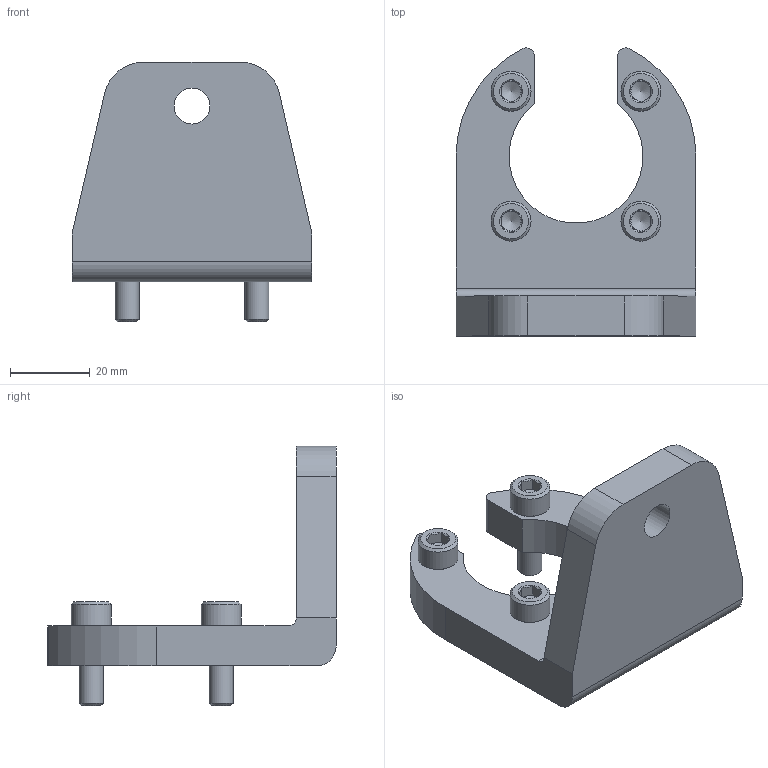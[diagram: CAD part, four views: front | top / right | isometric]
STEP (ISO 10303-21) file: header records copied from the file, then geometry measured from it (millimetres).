
FILE_DESCRIPTION(/* description */ ('STEP AP214'),/* implementation_level */ '2;1');
FILE_NAME(/* name */ '549603_HNH-50_63_80',/* time_stamp */ '2024-08-29T10:47:15+02:00',/* author */ ('License CC BY-ND 4.0'),/* organization */ ('CADENAS'),/* preprocessor_version */ 'ST-DEVELOPER v19.3',/* originating_system */ 'PARTsolutions',/* authorisation */ ' ');
FILE_SCHEMA (('AUTOMOTIVE_DESIGN {1 0 10303 214 3 1 1}'));
Length unit declared in the file: millimetre
Products named in the file (3): 549603 HNH-50/63/80; 711016 HNH-50/63/80_FM; DIN-912 - M6x20(F)
Assembly tree (5 placements, depth 2):
  549603 HNH-50/63/80
    711016 HNH-50/63/80_FM
    DIN-912 - M6x20(F)  x4
Bounding box: 60 x 72.1 x 65 mm (x, y, z)
Volume: 53317.6 mm3; surface area: 17903.6 mm2
Topology: 5 solids, 5 shells, 137 faces, 279 edges, 156 vertices
Faces by surface type: plane 71, cone 44, cylinder 22
Full cylindrical faces by diameter (mm): 6 x4, 6.8 x4, 9 x1, 10 x4
Entity records: 1528 total; most frequent: DIRECTION 266, CARTESIAN_POINT 260, ORIENTED_EDGE 212, AXIS2_PLACEMENT_3D 107, EDGE_CURVE 106, FACE_BOUND 77, EDGE_LOOP 76, VERTEX_POINT 71
